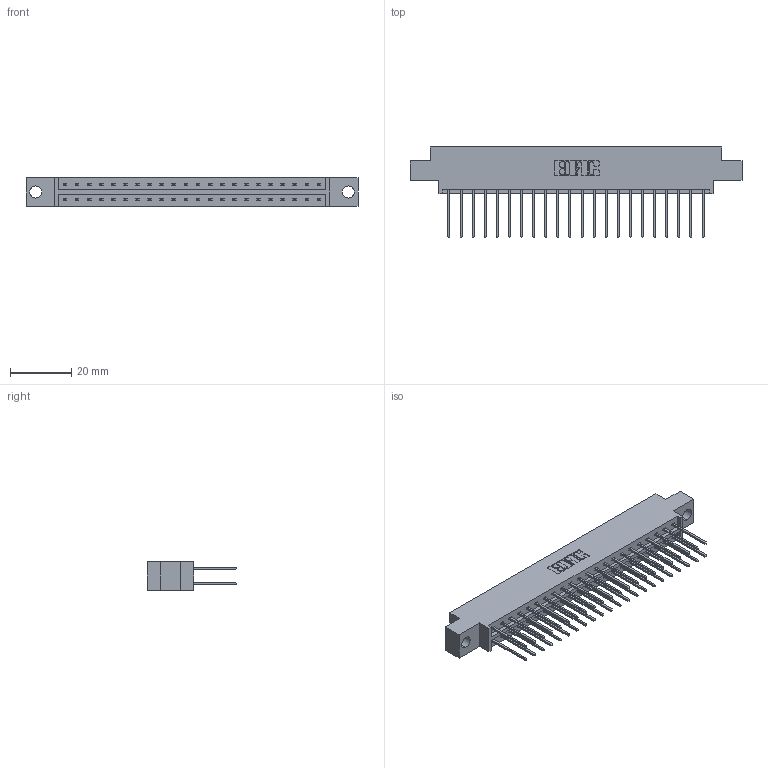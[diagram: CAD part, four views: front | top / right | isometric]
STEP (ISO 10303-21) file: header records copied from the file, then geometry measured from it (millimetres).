
FILE_DESCRIPTION (( 'STEP AP203' ), '1' );
FILE_NAME ('333-044-540-804.STEP', '2018-08-03T21:14:11', ( '' ), ( '' ), 'SwSTEP 2.0', 'SolidWorks 2016', '' );
FILE_SCHEMA (( 'CONFIG_CONTROL_DESIGN' ));
Length unit declared in the file: inch
Products named in the file (3): 333 Part_Offset - .156 Dia - TH; 345-292-001_345-293-140; 333-044-540-804
Assembly tree (45 placements, depth 2):
  333-044-540-804
    333 Part_Offset - .156 Dia - TH
    345-292-001_345-293-140  x44
Bounding box: 108.71 x 29.47 x 9.4 mm (x, y, z)
Volume: 10763 mm3; surface area: 13348.7 mm2
Topology: 45 solids, 45 shells, 2406 faces, 7143 edges, 4702 vertices
Faces by surface type: plane 1658, cylinder 748
Entity records: 16893 total; most frequent: CARTESIAN_POINT 2826, ORIENTED_EDGE 2762, DIRECTION 2449, EDGE_CURVE 1381, LINE 1253, VECTOR 1253, VERTEX_POINT 918, AXIS2_PLACEMENT_3D 598
